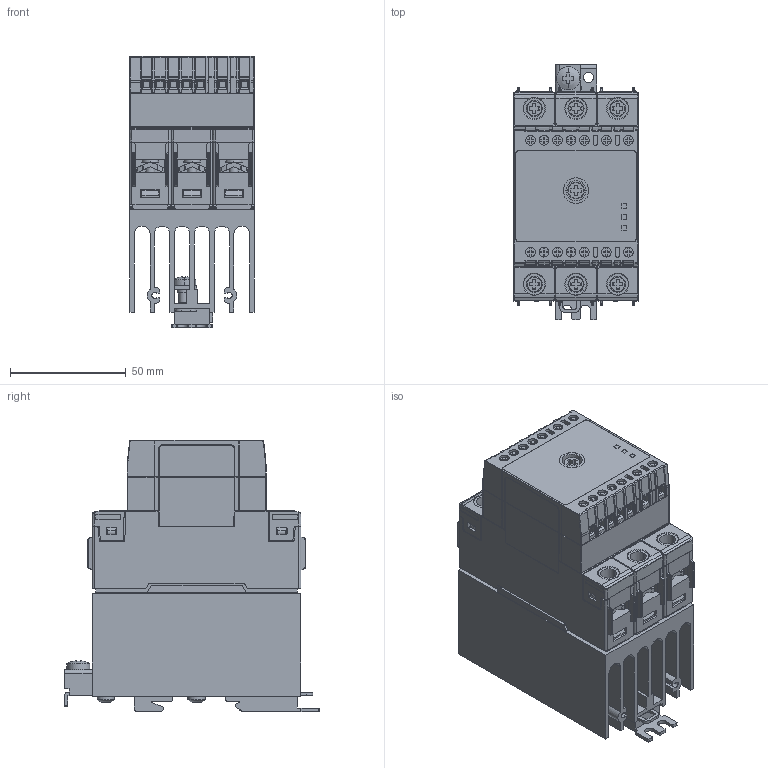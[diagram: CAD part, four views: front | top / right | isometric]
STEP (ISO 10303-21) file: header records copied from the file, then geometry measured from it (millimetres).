
FILE_DESCRIPTION((''),'2;1');
FILE_NAME('CGI0992-00.stp','2012-07-25T14:18:20',(''),(''),'Mechanical Desktop 2009','Mechanical Desktop 2009',', , ');
FILE_SCHEMA(('CONFIG_CONTROL_DESIGN'));
Length unit declared in the file: millimetre
Products named in the file (1): Product
Bounding box: 53.8 x 110 x 116.9 mm (x, y, z)
Volume: 346217.6 mm3; surface area: 108204.1 mm2
Topology: 1 solids, 1 shells, 3236 faces, 9199 edges, 6050 vertices
Faces by surface type: bspline 1558, plane 1045, cylinder 553, cone 36, sphere 32, torus 12
Entity records: 131579 total; most frequent: CARTESIAN_POINT 51370, ORIENTED_EDGE 18298, DIRECTION 14564, EDGE_CURVE 9149, VERTEX_POINT 6052, VECTOR 5828, LINE 5828, AXIS2_PLACEMENT_3D 4368
